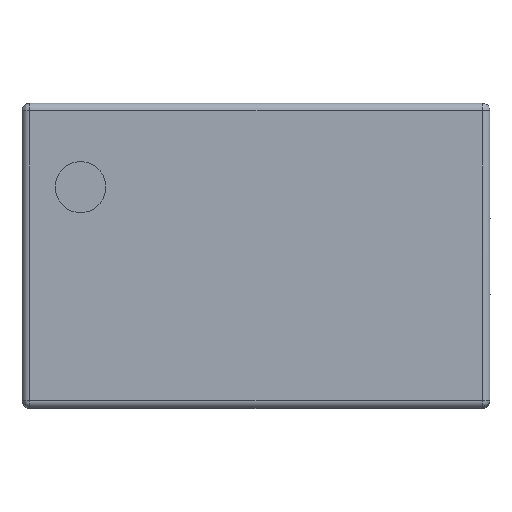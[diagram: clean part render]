
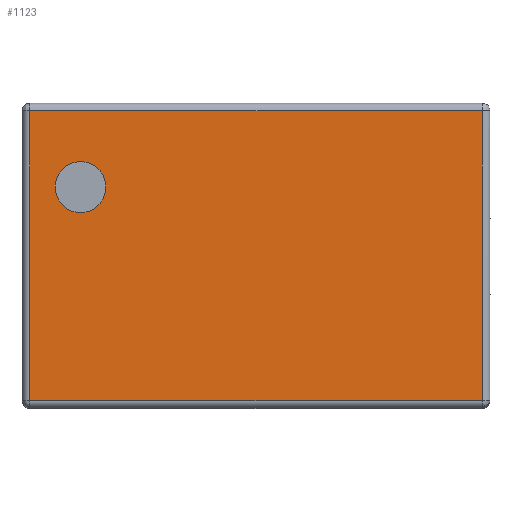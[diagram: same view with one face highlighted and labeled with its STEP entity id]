
A CAD part, top view. The second image highlights one B-rep face of the part: STEP entity #1123.
In plain terms, the highlighted planar face has unit normal (0, 0, 1).
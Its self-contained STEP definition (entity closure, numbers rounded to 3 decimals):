
#53 = LINE ( 'NONE', #967, #2738 ) ;
#128 = EDGE_LOOP ( 'NONE', ( #2163, #1698 ) ) ;
#133 = CARTESIAN_POINT ( 'NONE',  ( 4.45, -2.85, 4.8 ) ) ;
#171 = VERTEX_POINT ( 'NONE', #1270 ) ;
#252 = DIRECTION ( 'NONE',  ( 0., 0., 1. ) ) ;
#267 = DIRECTION ( 'NONE',  ( 1., 0., 0. ) ) ;
#282 = DIRECTION ( 'NONE',  ( 0., 1., 0. ) ) ;
#312 = ORIENTED_EDGE ( 'NONE', *, *, #2934, .T. ) ;
#349 = LINE ( 'NONE', #537, #1559 ) ;
#382 = CARTESIAN_POINT ( 'NONE',  ( -3.45, 1.35, 4.8 ) ) ;
#450 = PLANE ( 'NONE',  #1544 ) ;
#537 = CARTESIAN_POINT ( 'NONE',  ( 0., 2.85, 4.8 ) ) ;
#550 = EDGE_LOOP ( 'NONE', ( #312, #1631, #1396, #2455 ) ) ;
#581 = EDGE_CURVE ( 'NONE', #2871, #2273, #2294, .T. ) ;
#834 = LINE ( 'NONE', #133, #2882 ) ;
#869 = DIRECTION ( 'NONE',  ( 0., 0., -1. ) ) ;
#907 = CARTESIAN_POINT ( 'NONE',  ( 0., -2.85, 4.8 ) ) ;
#933 = CIRCLE ( 'NONE', #2832, 0.5 ) ;
#967 = CARTESIAN_POINT ( 'NONE',  ( 0., -2.85, 4.8 ) ) ;
#1035 = DIRECTION ( 'NONE',  ( 0., 0., -1. ) ) ;
#1106 = CARTESIAN_POINT ( 'NONE',  ( -4.45, -2.85, 4.8 ) ) ;
#1123 = ADVANCED_FACE ( 'NONE', ( #1168, #2577 ), #450, .T. ) ;
#1168 = FACE_BOUND ( 'NONE', #128, .T. ) ;
#1246 = CARTESIAN_POINT ( 'NONE',  ( -3.45, 1.35, 4.8 ) ) ;
#1270 = CARTESIAN_POINT ( 'NONE',  ( 4.45, -2.85, 4.8 ) ) ;
#1276 = DIRECTION ( 'NONE',  ( -1., 0., 0. ) ) ;
#1278 = EDGE_CURVE ( 'NONE', #171, #2837, #834, .T. ) ;
#1287 = DIRECTION ( 'NONE',  ( -1., 0., 0. ) ) ;
#1291 = VECTOR ( 'NONE', #2776, 1000. ) ;
#1357 = EDGE_CURVE ( 'NONE', #2018, #1737, #933, .T. ) ;
#1396 = ORIENTED_EDGE ( 'NONE', *, *, #1931, .T. ) ;
#1544 = AXIS2_PLACEMENT_3D ( 'NONE', #907, #252, #267 ) ;
#1559 = VECTOR ( 'NONE', #1287, 1000. ) ;
#1586 = EDGE_CURVE ( 'NONE', #1737, #2018, #2286, .T. ) ;
#1631 = ORIENTED_EDGE ( 'NONE', *, *, #581, .T. ) ;
#1698 = ORIENTED_EDGE ( 'NONE', *, *, #1586, .T. ) ;
#1737 = VERTEX_POINT ( 'NONE', #2773 ) ;
#1931 = EDGE_CURVE ( 'NONE', #2273, #171, #53, .T. ) ;
#1949 = CARTESIAN_POINT ( 'NONE',  ( -4.45, 2.85, 4.8 ) ) ;
#2018 = VERTEX_POINT ( 'NONE', #2224 ) ;
#2100 = CARTESIAN_POINT ( 'NONE',  ( 4.45, 2.85, 4.8 ) ) ;
#2111 = CARTESIAN_POINT ( 'NONE',  ( -4.45, -2.85, 4.8 ) ) ;
#2163 = ORIENTED_EDGE ( 'NONE', *, *, #1357, .T. ) ;
#2224 = CARTESIAN_POINT ( 'NONE',  ( -3.95, 1.35, 4.8 ) ) ;
#2273 = VERTEX_POINT ( 'NONE', #2111 ) ;
#2286 = CIRCLE ( 'NONE', #2928, 0.5 ) ;
#2292 = DIRECTION ( 'NONE',  ( -1., 0., 0. ) ) ;
#2294 = LINE ( 'NONE', #1106, #1291 ) ;
#2455 = ORIENTED_EDGE ( 'NONE', *, *, #1278, .T. ) ;
#2577 = FACE_OUTER_BOUND ( 'NONE', #550, .T. ) ;
#2738 = VECTOR ( 'NONE', #2874, 1000. ) ;
#2773 = CARTESIAN_POINT ( 'NONE',  ( -2.95, 1.35, 4.8 ) ) ;
#2776 = DIRECTION ( 'NONE',  ( 0., -1., 0. ) ) ;
#2832 = AXIS2_PLACEMENT_3D ( 'NONE', #382, #869, #2292 ) ;
#2837 = VERTEX_POINT ( 'NONE', #2100 ) ;
#2871 = VERTEX_POINT ( 'NONE', #1949 ) ;
#2874 = DIRECTION ( 'NONE',  ( 1., 0., 0. ) ) ;
#2882 = VECTOR ( 'NONE', #282, 1000. ) ;
#2928 = AXIS2_PLACEMENT_3D ( 'NONE', #1246, #1035, #1276 ) ;
#2934 = EDGE_CURVE ( 'NONE', #2837, #2871, #349, .T. ) ;
